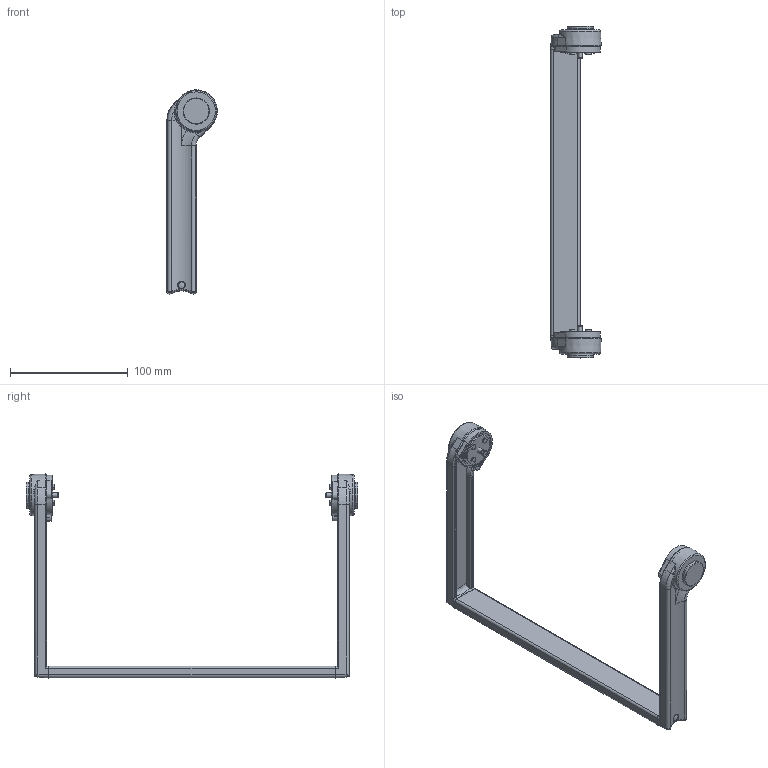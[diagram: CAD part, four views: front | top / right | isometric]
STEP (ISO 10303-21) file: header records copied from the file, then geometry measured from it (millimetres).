
FILE_DESCRIPTION(/* description */ (''),/* implementation_level */ '2;1');
FILE_NAME(/* name */ '54542010_IZP HS 00040.stp',/* time_stamp */ '2015-04-14T10:15:37+02:00',/* author */ ('kleemann'),/* organization */ ('Fa. Bopla'),/* preprocessor_version */ 'ST-DEVELOPER v15.6',/* originating_system */ 'Autodesk Inventor 2015',/* authorisation */ '');
FILE_SCHEMA (('AUTOMOTIVE_DESIGN { 1 0 10303 214 3 1 1 }'));
Length unit declared in the file: millimetre
Products named in the file (16): 1008766_3DSYM; 1007662_3DSYM; 1007658_3DSYM; 1007659_3DSYM; 1007660_3DSYM; 1007661_3DSYM; 1003804_3Dsym; SHR S KA30X12 WN 1413 MG_3DSYM; SHR Z B2,9x22 DIN 7981 mG_3Dsym; SHR Z KA40x10 WN 1412 OG_3DSYM; FEDDRK 10,5x28,1_3Dsym; Handgriff Spiegelbild_3Dsym; 1008765_3DSYM; Handgriff Bild_3Dsym; 1002879_242,8 LANG_3DSYM; IZP HS 00040 neu_3Dsym
Assembly tree (27 placements, depth 3):
  IZP HS 00040 neu_3Dsym
    Handgriff Spiegelbild_3Dsym
      1008766_3DSYM
      1007662_3DSYM
      1007658_3DSYM
      1007659_3DSYM
      1007660_3DSYM
      1007661_3DSYM
      1003804_3Dsym
      SHR S KA30X12 WN 1413 MG_3DSYM  x2
      SHR Z B2,9x22 DIN 7981 mG_3Dsym
      SHR Z KA40x10 WN 1412 OG_3DSYM
      FEDDRK 10,5x28,1_3Dsym
    Handgriff Bild_3Dsym
      1008765_3DSYM
      1007662_3DSYM
      1007658_3DSYM
      1007659_3DSYM
      1007660_3DSYM
      1007661_3DSYM
      1003804_3Dsym
      SHR S KA30X12 WN 1413 MG_3DSYM  x2
      SHR Z B2,9x22 DIN 7981 mG_3Dsym
      SHR Z KA40x10 WN 1412 OG_3DSYM
      FEDDRK 10,5x28,1_3Dsym
    1002879_242,8 LANG_3DSYM
Bounding box: 42.98 x 281.54 x 173.06 mm (x, y, z)
Volume: 115497.5 mm3; surface area: 83978.3 mm2
Topology: 25 solids, 25 shells, 1598 faces, 4184 edges, 2618 vertices
Faces by surface type: cylinder 627, plane 619, torus 140, bspline 102, sphere 74, cone 36
Full cylindrical faces by diameter (mm): 1 x2, 2 x56, 2.5 x4, 3 x2, 3.2 x4, 4 x2, 4.4 x2, 5.5 x4, 5.6 x4, 6.3 x2, 6.4 x4, 7 x2, 8.4 x4, 10.5 x2, 11.5 x2, 22 x4, 22.2 x2, 25.7 x2, 25.8 x2, 26.7 x2, 28.6 x2, 28.8 x2, 29 x2
Entity records: 33436 total; most frequent: CARTESIAN_POINT 11842, ORIENTED_EDGE 4470, DIRECTION 4420, EDGE_CURVE 2235, AXIS2_PLACEMENT_3D 1695, VERTEX_POINT 1467, LINE 1030, VECTOR 1030
